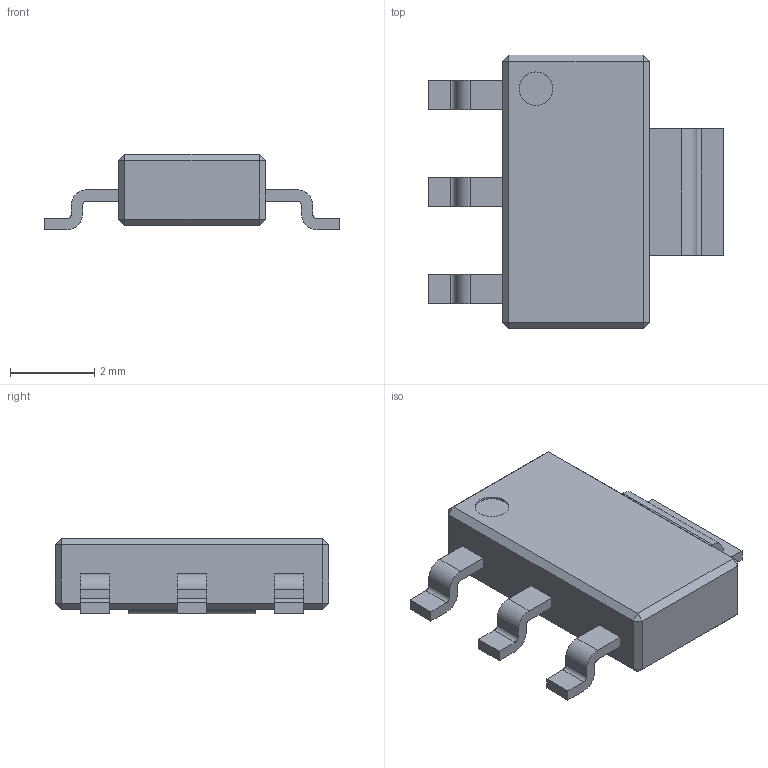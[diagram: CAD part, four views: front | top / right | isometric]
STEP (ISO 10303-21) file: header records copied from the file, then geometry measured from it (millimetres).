
FILE_DESCRIPTION(('Open CASCADE Model'),'2;1');
FILE_NAME('Open CASCADE Shape Model','2023-10-10T13:23:07',('Author'),('Open CASCADE'),'Open CASCADE STEP processor 7.7','Open CASCADE 7.7','Unknown');
FILE_SCHEMA(('AUTOMOTIVE_DESIGN { 1 0 10303 214 1 1 1 1 }'));
Length unit declared in the file: millimetre
Products named in the file (11): SOT223-4P230_700X180L175X75T175X300; body; body_part; dot; dot_part; lead-1; lead-1_part; lead-2; lead-3; lead-4; lead-4_part
Assembly tree (12 placements, depth 3):
  SOT223-4P230_700X180L175X75T175X300
    body
      body_part
    dot
      dot_part
    lead-1
      lead-1_part
    lead-2
      lead-1_part
    lead-3
      lead-1_part
    lead-4
      lead-4_part
Bounding box: 7 x 6.5 x 1.8 mm (x, y, z)
Volume: 43.6 mm3; surface area: 128.6 mm2
Topology: 6 solids, 6 shells, 87 faces, 198 edges, 124 vertices
Faces by surface type: plane 69, bspline 16, cylinder 2
Full cylindrical faces by diameter (mm): 0.8 x2
Entity records: 1329 total; most frequent: CARTESIAN_POINT 246, ORIENTED_EDGE 217, EDGE_CURVE 125, LINE 97, VERTEX_POINT 75, FACE_BOUND 60, ADVANCED_FACE 59, EDGE_LOOP 59
